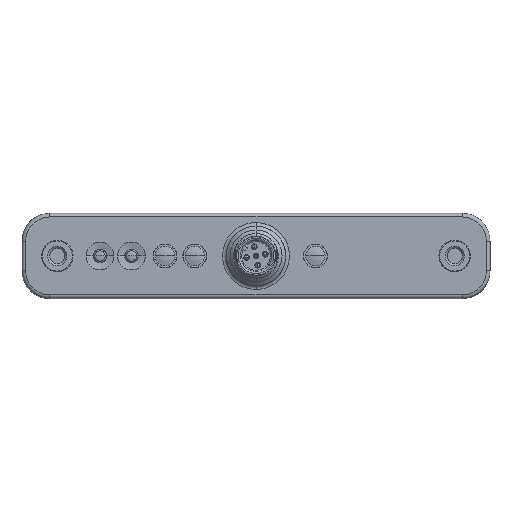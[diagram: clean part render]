
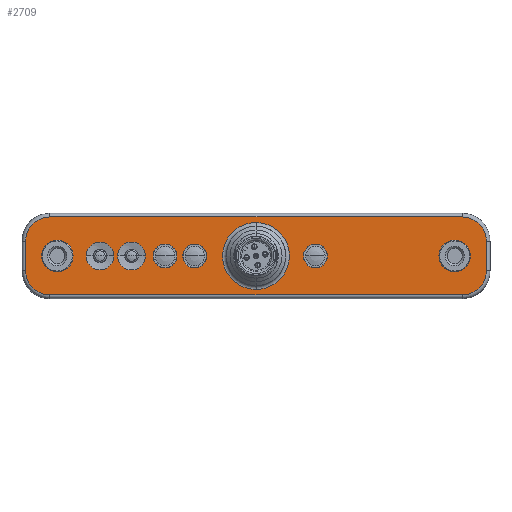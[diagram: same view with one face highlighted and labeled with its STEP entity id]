
A CAD part, top view. The second image highlights one B-rep face of the part: STEP entity #2709.
In plain terms, the highlighted planar face has unit normal (0, 0, 1).
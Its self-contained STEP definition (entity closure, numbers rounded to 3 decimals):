
#127=CARTESIAN_POINT('',(67.5,4.,22.));
#128=DIRECTION('',(0.,0.,-1.));
#129=DIRECTION('',(0.,1.,0.));
#130=AXIS2_PLACEMENT_3D('',#127,#128,#129);
#132=CARTESIAN_POINT('',(67.5,-4.,22.));
#133=DIRECTION('',(0.,0.,-1.));
#134=DIRECTION('',(1.,0.,0.));
#135=AXIS2_PLACEMENT_3D('',#132,#133,#134);
#137=CARTESIAN_POINT('',(-43.5,-4.,22.));
#138=DIRECTION('',(0.,0.,-1.));
#139=DIRECTION('',(0.,-1.,0.));
#140=AXIS2_PLACEMENT_3D('',#137,#138,#139);
#142=CARTESIAN_POINT('',(-43.5,4.,22.));
#143=DIRECTION('',(0.,0.,-1.));
#144=DIRECTION('',(-1.,0.,0.));
#145=AXIS2_PLACEMENT_3D('',#142,#143,#144);
#147=CARTESIAN_POINT('',(-41.5,0.,22.));
#148=DIRECTION('',(0.,0.,1.));
#149=DIRECTION('',(-1.,0.,0.));
#150=AXIS2_PLACEMENT_3D('',#147,#148,#149);
#152=CARTESIAN_POINT('',(-41.5,0.,22.));
#153=DIRECTION('',(0.,0.,1.));
#154=DIRECTION('',(1.,0.,0.));
#155=AXIS2_PLACEMENT_3D('',#152,#153,#154);
#157=CARTESIAN_POINT('',(28.,0.,22.));
#158=DIRECTION('',(0.,0.,1.));
#159=DIRECTION('',(1.,0.,0.));
#160=AXIS2_PLACEMENT_3D('',#157,#158,#159);
#162=CARTESIAN_POINT('',(28.,0.,22.));
#163=DIRECTION('',(0.,0.,1.));
#164=DIRECTION('',(-1.,0.,0.));
#165=AXIS2_PLACEMENT_3D('',#162,#163,#164);
#167=CARTESIAN_POINT('',(12.,0.,22.));
#168=DIRECTION('',(0.,0.,1.));
#169=DIRECTION('',(-0.001,1.,0.));
#170=AXIS2_PLACEMENT_3D('',#167,#168,#169);
#172=CARTESIAN_POINT('',(12.,0.,22.));
#173=DIRECTION('',(0.,0.,1.));
#174=DIRECTION('',(0.001,-1.,0.));
#175=AXIS2_PLACEMENT_3D('',#172,#173,#174);
#177=CARTESIAN_POINT('',(65.5,0.,22.));
#178=DIRECTION('',(0.,0.,1.));
#179=DIRECTION('',(-1.,0.,0.));
#180=AXIS2_PLACEMENT_3D('',#177,#178,#179);
#182=CARTESIAN_POINT('',(65.5,0.,22.));
#183=DIRECTION('',(0.,0.,1.));
#184=DIRECTION('',(1.,0.,0.));
#185=AXIS2_PLACEMENT_3D('',#182,#183,#184);
#187=CARTESIAN_POINT('',(-30.,0.,22.));
#188=DIRECTION('',(0.,0.,1.));
#189=DIRECTION('',(-1.,0.,0.));
#190=AXIS2_PLACEMENT_3D('',#187,#188,#189);
#192=CARTESIAN_POINT('',(-30.,0.,22.));
#193=DIRECTION('',(0.,0.,1.));
#194=DIRECTION('',(1.,0.,0.));
#195=AXIS2_PLACEMENT_3D('',#192,#193,#194);
#197=CARTESIAN_POINT('',(-21.5,0.,22.));
#198=DIRECTION('',(0.,0.,1.));
#199=DIRECTION('',(-1.,0.,0.));
#200=AXIS2_PLACEMENT_3D('',#197,#198,#199);
#202=CARTESIAN_POINT('',(-21.5,0.,22.));
#203=DIRECTION('',(0.,0.,1.));
#204=DIRECTION('',(1.,0.,0.));
#205=AXIS2_PLACEMENT_3D('',#202,#203,#204);
#207=CARTESIAN_POINT('',(-12.5,0.,22.));
#208=DIRECTION('',(0.,0.,1.));
#209=DIRECTION('',(-1.,0.,0.));
#210=AXIS2_PLACEMENT_3D('',#207,#208,#209);
#212=CARTESIAN_POINT('',(-12.5,0.,22.));
#213=DIRECTION('',(0.,0.,1.));
#214=DIRECTION('',(1.,0.,0.));
#215=AXIS2_PLACEMENT_3D('',#212,#213,#214);
#217=CARTESIAN_POINT('',(-4.5,0.,22.));
#218=DIRECTION('',(0.,0.,1.));
#219=DIRECTION('',(-1.,0.,0.));
#220=AXIS2_PLACEMENT_3D('',#217,#218,#219);
#222=CARTESIAN_POINT('',(-4.5,0.,22.));
#223=DIRECTION('',(0.,0.,1.));
#224=DIRECTION('',(1.,0.,0.));
#225=AXIS2_PLACEMENT_3D('',#222,#223,#224);
#231=DIRECTION('',(-1.,0.,0.));
#232=VECTOR('',#231,111.);
#233=CARTESIAN_POINT('',(67.5,10.5,22.));
#234=LINE('',#233,#232);
#307=DIRECTION('',(1.,0.,0.));
#308=VECTOR('',#307,111.);
#309=CARTESIAN_POINT('',(-43.5,-10.5,22.));
#310=LINE('',#309,#308);
#330=DIRECTION('',(0.,1.,0.));
#331=VECTOR('',#330,8.);
#332=CARTESIAN_POINT('',(74.,-4.,22.));
#333=LINE('',#332,#331);
#392=DIRECTION('',(0.,-1.,0.));
#393=VECTOR('',#392,8.);
#394=CARTESIAN_POINT('',(-50.,4.,22.));
#395=LINE('',#394,#393);
#1487=CARTESIAN_POINT('',(12.,0.,22.));
#1488=DIRECTION('',(0.,0.,-1.));
#1489=DIRECTION('',(0.001,-1.,0.));
#1490=AXIS2_PLACEMENT_3D('',#1487,#1488,#1489);
#1507=CARTESIAN_POINT('',(12.,0.,22.));
#1508=DIRECTION('',(0.,0.,-1.));
#1509=DIRECTION('',(-0.001,1.,0.));
#1510=AXIS2_PLACEMENT_3D('',#1507,#1508,#1509);
#2135=CARTESIAN_POINT('',(31.2,0.,22.));
#2136=CARTESIAN_POINT('',(24.8,0.,22.));
#2137=VERTEX_POINT('',#2135);
#2138=VERTEX_POINT('',#2136);
#2139=CARTESIAN_POINT('',(67.5,10.5,22.));
#2140=CARTESIAN_POINT('',(-43.5,10.5,22.));
#2141=VERTEX_POINT('',#2139);
#2142=VERTEX_POINT('',#2140);
#2143=CARTESIAN_POINT('',(74.,4.,22.));
#2144=VERTEX_POINT('',#2143);
#2145=CARTESIAN_POINT('',(74.,-4.,22.));
#2146=VERTEX_POINT('',#2145);
#2147=CARTESIAN_POINT('',(67.5,-10.5,22.));
#2148=VERTEX_POINT('',#2147);
#2149=CARTESIAN_POINT('',(-43.5,-10.5,22.));
#2150=VERTEX_POINT('',#2149);
#2151=CARTESIAN_POINT('',(-50.,-4.,22.));
#2152=VERTEX_POINT('',#2151);
#2153=CARTESIAN_POINT('',(-50.,4.,22.));
#2154=VERTEX_POINT('',#2153);
#2155=CARTESIAN_POINT('',(-45.75,0.,22.));
#2156=CARTESIAN_POINT('',(-37.25,0.,22.));
#2157=VERTEX_POINT('',#2155);
#2158=VERTEX_POINT('',#2156);
#2159=CARTESIAN_POINT('',(11.993,9.,22.));
#2160=CARTESIAN_POINT('',(11.814,-8.998,22.));
#2161=VERTEX_POINT('',#2159);
#2162=VERTEX_POINT('',#2160);
#2163=CARTESIAN_POINT('',(12.007,-9.,22.));
#2164=VERTEX_POINT('',#2163);
#2165=CARTESIAN_POINT('',(12.186,8.998,22.));
#2166=VERTEX_POINT('',#2165);
#2167=CARTESIAN_POINT('',(61.25,0.,22.));
#2168=CARTESIAN_POINT('',(69.75,0.,22.));
#2169=VERTEX_POINT('',#2167);
#2170=VERTEX_POINT('',#2168);
#2171=CARTESIAN_POINT('',(-33.75,0.,22.));
#2172=CARTESIAN_POINT('',(-26.25,0.,22.));
#2173=VERTEX_POINT('',#2171);
#2174=VERTEX_POINT('',#2172);
#2175=CARTESIAN_POINT('',(-25.25,0.,22.));
#2176=CARTESIAN_POINT('',(-17.75,0.,22.));
#2177=VERTEX_POINT('',#2175);
#2178=VERTEX_POINT('',#2176);
#2179=CARTESIAN_POINT('',(-15.7,0.,22.));
#2180=CARTESIAN_POINT('',(-9.3,0.,22.));
#2181=VERTEX_POINT('',#2179);
#2182=VERTEX_POINT('',#2180);
#2183=CARTESIAN_POINT('',(-7.7,0.,22.));
#2184=CARTESIAN_POINT('',(-1.3,0.,22.));
#2185=VERTEX_POINT('',#2183);
#2186=VERTEX_POINT('',#2184);
#2636=CARTESIAN_POINT('',(0.,0.,22.));
#2637=DIRECTION('',(0.,0.,-1.));
#2638=DIRECTION('',(1.,0.,0.));
#2639=AXIS2_PLACEMENT_3D('',#2636,#2637,#2638);
#2640=PLANE('',#2639);
#2642=ORIENTED_EDGE('',*,*,#2641,.F.);
#2644=ORIENTED_EDGE('',*,*,#2643,.T.);
#2646=ORIENTED_EDGE('',*,*,#2645,.F.);
#2648=ORIENTED_EDGE('',*,*,#2647,.T.);
#2650=ORIENTED_EDGE('',*,*,#2649,.F.);
#2652=ORIENTED_EDGE('',*,*,#2651,.T.);
#2654=ORIENTED_EDGE('',*,*,#2653,.F.);
#2656=ORIENTED_EDGE('',*,*,#2655,.T.);
#2657=EDGE_LOOP('',(#2642,#2644,#2646,#2648,#2650,#2652,#2654,#2656));
#2658=FACE_OUTER_BOUND('',#2657,.F.);
#2660=ORIENTED_EDGE('',*,*,#2659,.T.);
#2662=ORIENTED_EDGE('',*,*,#2661,.T.);
#2663=EDGE_LOOP('',(#2660,#2662));
#2664=FACE_BOUND('',#2663,.F.);
#2666=ORIENTED_EDGE('',*,*,#2665,.T.);
#2668=ORIENTED_EDGE('',*,*,#2667,.T.);
#2669=EDGE_LOOP('',(#2666,#2668));
#2670=FACE_BOUND('',#2669,.F.);
#2672=ORIENTED_EDGE('',*,*,#2671,.T.);
#2674=ORIENTED_EDGE('',*,*,#2673,.F.);
#2676=ORIENTED_EDGE('',*,*,#2675,.T.);
#2678=ORIENTED_EDGE('',*,*,#2677,.F.);
#2679=EDGE_LOOP('',(#2672,#2674,#2676,#2678));
#2680=FACE_BOUND('',#2679,.F.);
#2681=ORIENTED_EDGE('',*,*,#2457,.T.);
#2682=ORIENTED_EDGE('',*,*,#2479,.T.);
#2683=EDGE_LOOP('',(#2681,#2682));
#2684=FACE_BOUND('',#2683,.F.);
#2686=ORIENTED_EDGE('',*,*,#2685,.T.);
#2688=ORIENTED_EDGE('',*,*,#2687,.T.);
#2689=EDGE_LOOP('',(#2686,#2688));
#2690=FACE_BOUND('',#2689,.F.);
#2692=ORIENTED_EDGE('',*,*,#2691,.T.);
#2694=ORIENTED_EDGE('',*,*,#2693,.T.);
#2695=EDGE_LOOP('',(#2692,#2694));
#2696=FACE_BOUND('',#2695,.F.);
#2698=ORIENTED_EDGE('',*,*,#2697,.T.);
#2700=ORIENTED_EDGE('',*,*,#2699,.T.);
#2701=EDGE_LOOP('',(#2698,#2700));
#2702=FACE_BOUND('',#2701,.F.);
#2704=ORIENTED_EDGE('',*,*,#2703,.T.);
#2706=ORIENTED_EDGE('',*,*,#2705,.T.);
#2707=EDGE_LOOP('',(#2704,#2706));
#2708=FACE_BOUND('',#2707,.F.);
#2709=ADVANCED_FACE('',(#2658,#2664,#2670,#2680,#2684,#2690,#2696,#2702,#2708),
#2640,.F.);
#131=CIRCLE('',#130,6.5);
#136=CIRCLE('',#135,6.5);
#141=CIRCLE('',#140,6.5);
#146=CIRCLE('',#145,6.5);
#151=CIRCLE('',#150,4.25);
#156=CIRCLE('',#155,4.25);
#161=CIRCLE('',#160,3.2);
#166=CIRCLE('',#165,3.2);
#171=CIRCLE('',#170,9.);
#176=CIRCLE('',#175,9.);
#181=CIRCLE('',#180,4.25);
#186=CIRCLE('',#185,4.25);
#191=CIRCLE('',#190,3.75);
#196=CIRCLE('',#195,3.75);
#201=CIRCLE('',#200,3.75);
#206=CIRCLE('',#205,3.75);
#211=CIRCLE('',#210,3.2);
#216=CIRCLE('',#215,3.2);
#221=CIRCLE('',#220,3.2);
#226=CIRCLE('',#225,3.2);
#1491=CIRCLE('',#1490,9.);
#1511=CIRCLE('',#1510,9.);
#2457=EDGE_CURVE('',#2169,#2170,#181,.T.);
#2479=EDGE_CURVE('',#2170,#2169,#186,.T.);
#2641=EDGE_CURVE('',#2141,#2142,#234,.T.);
#2643=EDGE_CURVE('',#2141,#2144,#131,.T.);
#2645=EDGE_CURVE('',#2146,#2144,#333,.T.);
#2647=EDGE_CURVE('',#2146,#2148,#136,.T.);
#2649=EDGE_CURVE('',#2150,#2148,#310,.T.);
#2651=EDGE_CURVE('',#2150,#2152,#141,.T.);
#2653=EDGE_CURVE('',#2154,#2152,#395,.T.);
#2655=EDGE_CURVE('',#2154,#2142,#146,.T.);
#2659=EDGE_CURVE('',#2157,#2158,#151,.T.);
#2661=EDGE_CURVE('',#2158,#2157,#156,.T.);
#2665=EDGE_CURVE('',#2137,#2138,#161,.T.);
#2667=EDGE_CURVE('',#2138,#2137,#166,.T.);
#2671=EDGE_CURVE('',#2161,#2162,#171,.T.);
#2673=EDGE_CURVE('',#2164,#2162,#1491,.T.);
#2675=EDGE_CURVE('',#2164,#2166,#176,.T.);
#2677=EDGE_CURVE('',#2161,#2166,#1511,.T.);
#2685=EDGE_CURVE('',#2173,#2174,#191,.T.);
#2687=EDGE_CURVE('',#2174,#2173,#196,.T.);
#2691=EDGE_CURVE('',#2177,#2178,#201,.T.);
#2693=EDGE_CURVE('',#2178,#2177,#206,.T.);
#2697=EDGE_CURVE('',#2181,#2182,#211,.T.);
#2699=EDGE_CURVE('',#2182,#2181,#216,.T.);
#2703=EDGE_CURVE('',#2185,#2186,#221,.T.);
#2705=EDGE_CURVE('',#2186,#2185,#226,.T.);
